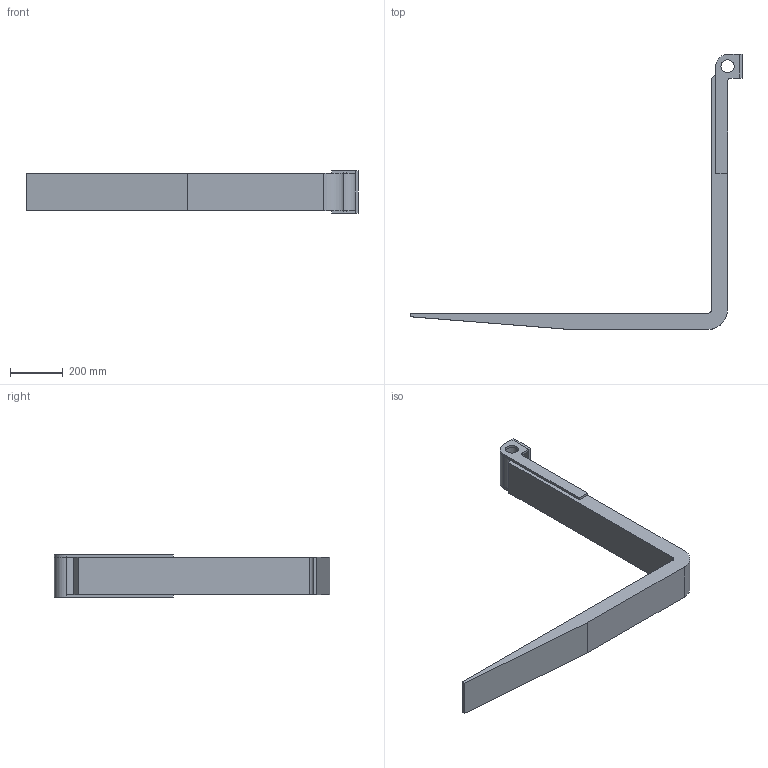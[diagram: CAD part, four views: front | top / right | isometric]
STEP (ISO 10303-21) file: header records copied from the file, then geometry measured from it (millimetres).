
FILE_DESCRIPTION (( 'STEP AP214' ), '1' );
FILE_NAME ('fork.STEP', '2020-04-28T17:54:13', ( '' ), ( '' ), 'SwSTEP 2.0', 'SolidWorks 2017', '' );
FILE_SCHEMA (( 'AUTOMOTIVE_DESIGN' ));
Length unit declared in the file: millimetre
Products named in the file (1): fork
Bounding box: 1254.5 x 1040 x 159 mm (x, y, z)
Volume: 16834054.7 mm3; surface area: 976447.5 mm2
Topology: 3 solids, 3 shells, 44 faces, 110 edges, 72 vertices
Faces by surface type: plane 32, cylinder 12
Entity records: 1543 total; most frequent: CARTESIAN_POINT 227, DIRECTION 225, ORIENTED_EDGE 220, EDGE_CURVE 110, LINE 85, VECTOR 85, VERTEX_POINT 72, AXIS2_PLACEMENT_3D 70
